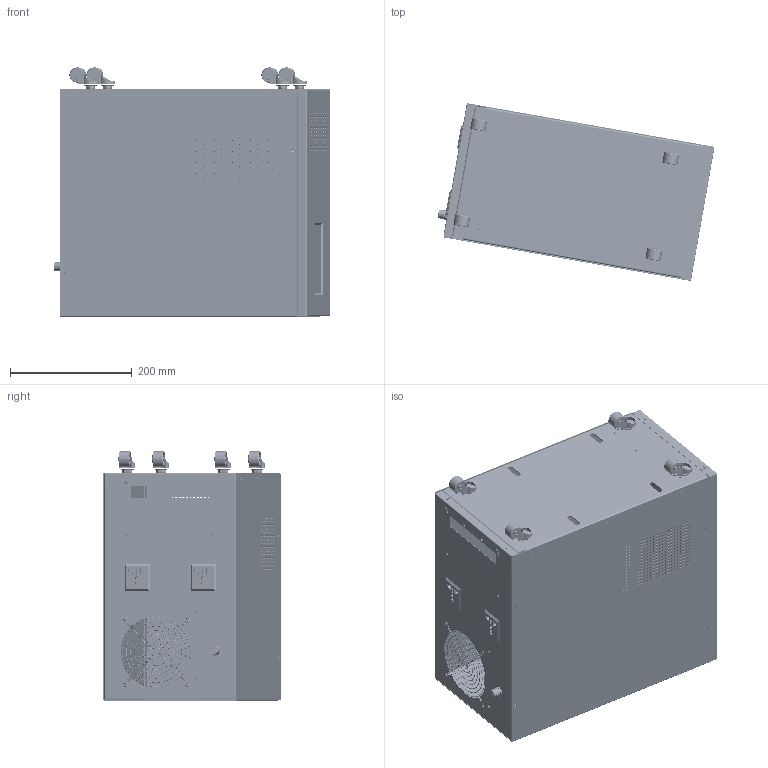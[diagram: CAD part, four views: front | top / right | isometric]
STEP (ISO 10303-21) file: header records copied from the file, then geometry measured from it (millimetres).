
FILE_DESCRIPTION(/* description */ (''),/* implementation_level */ '2;1');
FILE_NAME(/* name */ 'NB-3K总装.stp',/* time_stamp */ '2025-08-12T16:51:07+08:00',/* author */ (''),/* organization */ (''),/* preprocessor_version */ 'ST-DEVELOPER v20',/* originating_system */ 'SIEMENS PLM Software NX2312.1700',/* authorisation */ '');
FILE_SCHEMA (('AUTOMOTIVE_DESIGN { 1 0 10303 214 3 1 1 1 }'));
Length unit declared in the file: millimetre
Products named in the file (12): JJW-D10K脚轮; 保险座; 接线盖板1.5k; 多功能插座; 120风机罩; DHAFG12025HA2BL_stp; NB显示板; NB-3K面板; NB-3K后板; NB-3K盖子; NB-3K底板; NB-3K总装
Assembly tree (15 placements, depth 2):
  NB-3K总装
    NB-3K底板
    NB-3K盖子
    NB-3K后板
    NB-3K面板
    NB显示板
    DHAFG12025HA2BL_stp
    120风机罩
    多功能插座  x2
    接线盖板1.5k
    保险座
    JJW-D10K脚轮  x4
Bounding box: 454 x 290.76 x 408.99 mm (x, y, z)
Volume: 771054 mm3; surface area: 1427046 mm2
Topology: 48 solids, 48 shells, 1839 faces, 5385 edges, 3615 vertices
Faces by surface type: cylinder 1223, plane 484, extrusion 38, torus 31, bspline 30, sphere 24, cone 9
Full cylindrical faces by diameter (mm): 1 x4, 3 x994, 3.6 x23, 3.8 x4, 3.9 x2, 4 x10, 4.5 x8, 5 x2, 5.5 x8, 6 x4, 7.5 x4, 11 x1, 16.6 x1, 23.4 x8, 25 x4, 26.14 x4
Entity records: 62385 total; most frequent: CARTESIAN_POINT 8793, DIRECTION 8694, ORIENTED_EDGE 6590, EDGE_LOOP 4789, FACE_BOUND 4389, AXIS2_PLACEMENT_3D 3874, EDGE_CURVE 3295, VERTEX_POINT 2897
